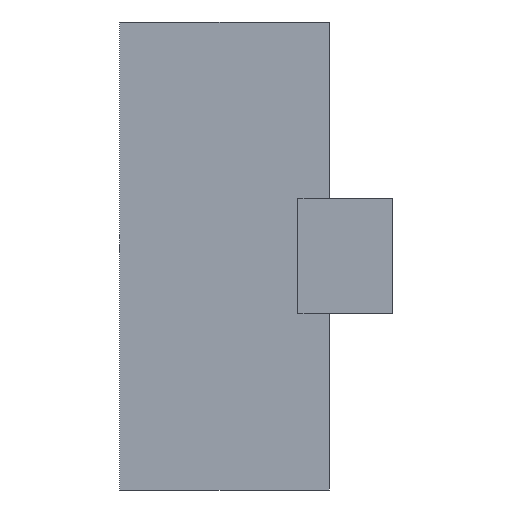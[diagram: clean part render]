
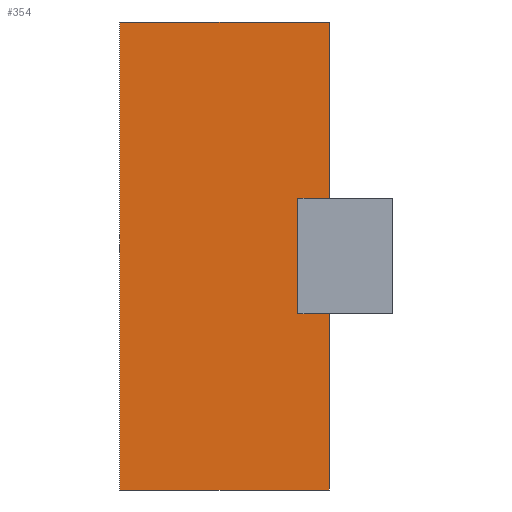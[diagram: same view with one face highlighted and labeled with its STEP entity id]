
A CAD part, front view. The second image highlights one B-rep face of the part: STEP entity #354.
In plain terms, the highlighted planar face has unit normal (0, -1, 0).
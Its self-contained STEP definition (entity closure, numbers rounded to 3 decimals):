
#29=PLANE('',#411);
#62=FACE_OUTER_BOUND('',#84,.T.);
#84=EDGE_LOOP('',(#323,#324,#325,#326,#327,#328,#329,#330));
#89=LINE('',#556,#121);
#94=LINE('',#566,#126);
#100=LINE('',#578,#132);
#104=LINE('',#586,#136);
#105=LINE('',#588,#137);
#109=LINE('',#596,#141);
#112=LINE('',#602,#144);
#115=LINE('',#607,#147);
#121=VECTOR('',#464,10.);
#126=VECTOR('',#471,10.);
#132=VECTOR('',#481,10.);
#136=VECTOR('',#491,10.);
#137=VECTOR('',#492,10.);
#141=VECTOR('',#498,10.);
#144=VECTOR('',#503,10.);
#147=VECTOR('',#508,10.);
#175=VERTEX_POINT('',#554);
#176=VERTEX_POINT('',#555);
#180=VERTEX_POINT('',#564);
#184=VERTEX_POINT('',#577);
#185=VERTEX_POINT('',#585);
#186=VERTEX_POINT('',#587);
#189=VERTEX_POINT('',#595);
#191=VERTEX_POINT('',#601);
#211=EDGE_CURVE('',#175,#176,#89,.T.);
#216=EDGE_CURVE('',#176,#180,#94,.T.);
#222=EDGE_CURVE('',#184,#175,#100,.T.);
#226=EDGE_CURVE('',#185,#180,#104,.T.);
#227=EDGE_CURVE('',#184,#186,#105,.T.);
#231=EDGE_CURVE('',#189,#185,#109,.T.);
#234=EDGE_CURVE('',#191,#189,#112,.T.);
#237=EDGE_CURVE('',#186,#191,#115,.T.);
#323=ORIENTED_EDGE('',*,*,#216,.T.);
#324=ORIENTED_EDGE('',*,*,#226,.F.);
#325=ORIENTED_EDGE('',*,*,#231,.F.);
#326=ORIENTED_EDGE('',*,*,#234,.F.);
#327=ORIENTED_EDGE('',*,*,#237,.F.);
#328=ORIENTED_EDGE('',*,*,#227,.F.);
#329=ORIENTED_EDGE('',*,*,#222,.T.);
#330=ORIENTED_EDGE('',*,*,#211,.T.);
#354=ADVANCED_FACE('',(#62),#29,.F.);
#411=AXIS2_PLACEMENT_3D('',#610,#512,#513);
#464=DIRECTION('',(0.,0.,1.));
#471=DIRECTION('',(1.,0.,0.));
#481=DIRECTION('',(-1.,0.,0.));
#491=DIRECTION('',(0.,0.,-1.));
#492=DIRECTION('',(0.,0.,-1.));
#498=DIRECTION('',(1.,0.,0.));
#503=DIRECTION('',(0.,0.,1.));
#508=DIRECTION('',(-1.,0.,0.));
#512=DIRECTION('center_axis',(0.,1.,0.));
#513=DIRECTION('ref_axis',(0.,0.,1.));
#554=CARTESIAN_POINT('',(7.,0.,-5.5));
#555=CARTESIAN_POINT('',(7.,0.,5.5));
#556=CARTESIAN_POINT('',(7.,0.,2.75));
#564=CARTESIAN_POINT('',(10.,0.,5.5));
#566=CARTESIAN_POINT('',(8.,0.,5.5));
#577=CARTESIAN_POINT('',(10.,0.,-5.5));
#578=CARTESIAN_POINT('',(3.5,0.,-5.5));
#585=CARTESIAN_POINT('',(10.,0.,22.3));
#586=CARTESIAN_POINT('',(10.,0.,22.3));
#587=CARTESIAN_POINT('',(10.,0.,-22.3));
#588=CARTESIAN_POINT('',(10.,0.,22.3));
#595=CARTESIAN_POINT('',(-10.,0.,22.3));
#596=CARTESIAN_POINT('',(-10.,0.,22.3));
#601=CARTESIAN_POINT('',(-10.,0.,-22.3));
#602=CARTESIAN_POINT('',(-10.,0.,-22.3));
#607=CARTESIAN_POINT('',(10.,0.,-22.3));
#610=CARTESIAN_POINT('Origin',(0.,0.,0.));
